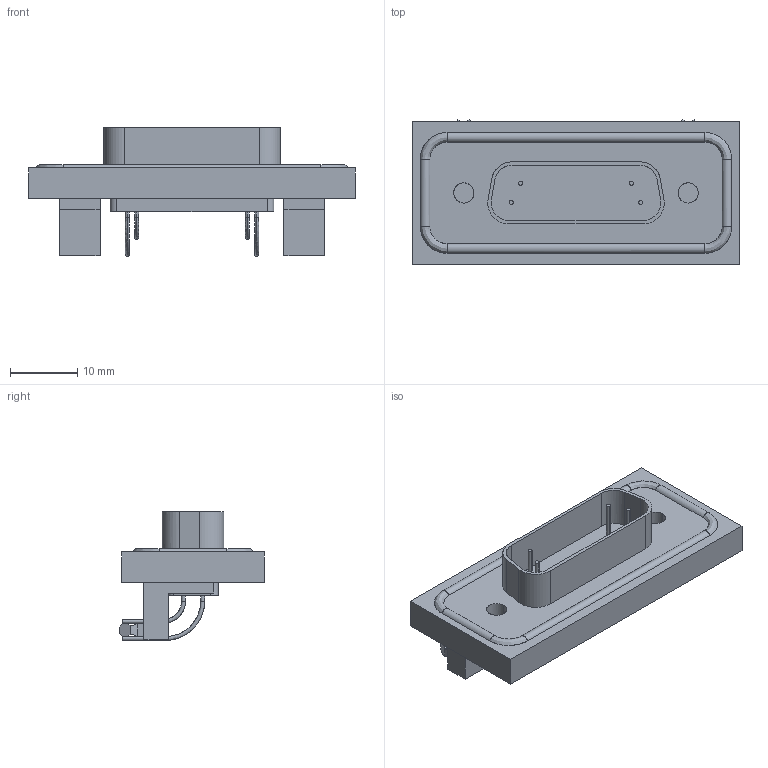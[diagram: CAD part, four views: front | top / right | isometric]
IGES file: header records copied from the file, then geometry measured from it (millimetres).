
Global section: file name: 0967_Dsub-W_male_rear_mount_ang_15_pins_bracket_bl.igs; preprocessor: I-DEAS 3D IGES Translator 10; date: 20050916.084112; units: millimetre
Bounding box: 48.5 x 21.5 x 19.14 mm (x, y, z)
Surface area: 4305.3 mm2 (no closed solid volume)
Topology: 0 solids, 0 shells, 187 faces, 952 edges, 952 vertices
Faces by surface type: bspline 187
